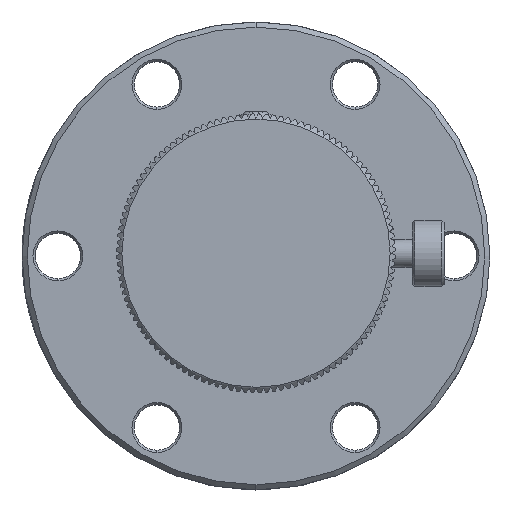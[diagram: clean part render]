
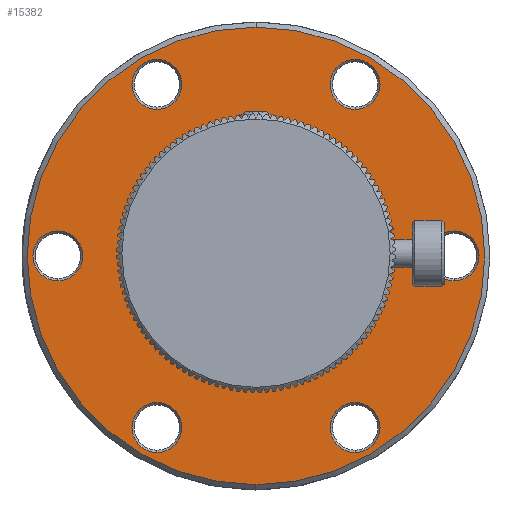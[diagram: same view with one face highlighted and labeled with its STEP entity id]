
A CAD part, top view. The second image highlights one B-rep face of the part: STEP entity #15382.
In plain terms, the highlighted face is planar.
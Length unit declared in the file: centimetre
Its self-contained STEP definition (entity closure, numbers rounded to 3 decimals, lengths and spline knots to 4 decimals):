
#2626=CIRCLE('',#51554,0.9576);
#2631=CIRCLE('',#51562,0.3697);
#2635=CIRCLE('',#51568,0.3697);
#2639=CIRCLE('',#51574,0.3697);
#2643=CIRCLE('',#51580,0.3697);
#2647=CIRCLE('',#51586,0.3697);
#2651=CIRCLE('',#51597,0.3697);
#2660=CIRCLE('',#51611,3.3909);
#2709=CIRCLE('',#51688,0.3697);
#2710=CIRCLE('',#51689,0.3697);
#2711=CIRCLE('',#51690,0.3697);
#2712=CIRCLE('',#51691,0.3697);
#2713=CIRCLE('',#51692,0.3697);
#2714=CIRCLE('',#51693,3.3909);
#2715=CIRCLE('',#51694,0.3697);
#2928=PLANE('',#51687);
#3510=VERTEX_POINT('',#19561);
#3518=VERTEX_POINT('',#19579);
#3519=VERTEX_POINT('',#19581);
#3526=VERTEX_POINT('',#19597);
#3527=VERTEX_POINT('',#19599);
#3534=VERTEX_POINT('',#19615);
#3535=VERTEX_POINT('',#19617);
#3542=VERTEX_POINT('',#19633);
#3543=VERTEX_POINT('',#19635);
#3550=VERTEX_POINT('',#19651);
#3551=VERTEX_POINT('',#19653);
#3558=VERTEX_POINT('',#19684);
#3559=VERTEX_POINT('',#19686);
#3572=VERTEX_POINT('',#19724);
#3573=VERTEX_POINT('',#19725);
#5788=EDGE_CURVE('',#3510,#3510,#2626,.T.);
#5796=EDGE_CURVE('',#3519,#3518,#2631,.T.);
#5804=EDGE_CURVE('',#3527,#3526,#2635,.T.);
#5812=EDGE_CURVE('',#3535,#3534,#2639,.T.);
#5820=EDGE_CURVE('',#3543,#3542,#2643,.T.);
#5828=EDGE_CURVE('',#3551,#3550,#2647,.T.);
#5846=EDGE_CURVE('',#3559,#3558,#2651,.T.);
#5866=EDGE_CURVE('',#3572,#3573,#2660,.F.);
#6121=EDGE_CURVE('',#3518,#3519,#2709,.F.);
#6122=EDGE_CURVE('',#3526,#3527,#2710,.F.);
#6123=EDGE_CURVE('',#3534,#3535,#2711,.F.);
#6124=EDGE_CURVE('',#3542,#3543,#2712,.F.);
#6125=EDGE_CURVE('',#3550,#3551,#2713,.F.);
#6126=EDGE_CURVE('',#3573,#3572,#2714,.T.);
#6127=EDGE_CURVE('',#3558,#3559,#2715,.F.);
#8869=ORIENTED_EDGE('',*,*,#5788,.T.);
#8870=ORIENTED_EDGE('',*,*,#5796,.T.);
#8871=ORIENTED_EDGE('',*,*,#6121,.T.);
#8872=ORIENTED_EDGE('',*,*,#5804,.T.);
#8873=ORIENTED_EDGE('',*,*,#6122,.T.);
#8874=ORIENTED_EDGE('',*,*,#5812,.T.);
#8875=ORIENTED_EDGE('',*,*,#6123,.T.);
#8876=ORIENTED_EDGE('',*,*,#5820,.T.);
#8877=ORIENTED_EDGE('',*,*,#6124,.T.);
#8878=ORIENTED_EDGE('',*,*,#5828,.T.);
#8879=ORIENTED_EDGE('',*,*,#6125,.T.);
#8880=ORIENTED_EDGE('',*,*,#6126,.T.);
#8881=ORIENTED_EDGE('',*,*,#5866,.T.);
#8882=ORIENTED_EDGE('',*,*,#5846,.T.);
#8883=ORIENTED_EDGE('',*,*,#6127,.T.);
#13378=EDGE_LOOP('',(#8869));
#13379=EDGE_LOOP('',(#8870,#8871));
#13380=EDGE_LOOP('',(#8872,#8873));
#13381=EDGE_LOOP('',(#8874,#8875));
#13382=EDGE_LOOP('',(#8876,#8877));
#13383=EDGE_LOOP('',(#8878,#8879));
#13384=EDGE_LOOP('',(#8880,#8881));
#13385=EDGE_LOOP('',(#8882,#8883));
#14422=FACE_BOUND('',#13378,.T.);
#14423=FACE_BOUND('',#13379,.T.);
#14424=FACE_BOUND('',#13380,.T.);
#14425=FACE_BOUND('',#13381,.T.);
#14426=FACE_BOUND('',#13382,.T.);
#14427=FACE_BOUND('',#13383,.T.);
#14428=FACE_BOUND('',#13384,.T.);
#14429=FACE_BOUND('',#13385,.T.);
#15382=ADVANCED_FACE('',(#14422,#14423,#14424,#14425,#14426,#14427,#14428,
#14429),#2928,.T.);
#16683=DIRECTION('',(0.,0.,1.));
#16684=DIRECTION('',(0.,0.958,0.));
#16702=DIRECTION('',(0.,0.,1.));
#16703=DIRECTION('',(0.,0.37,0.));
#16718=DIRECTION('',(0.,0.,1.));
#16719=DIRECTION('',(0.,0.37,0.));
#16734=DIRECTION('',(0.,0.,1.));
#16735=DIRECTION('',(0.,0.37,0.));
#16750=DIRECTION('',(0.,0.,1.));
#16751=DIRECTION('',(0.,0.37,0.));
#16766=DIRECTION('',(0.,0.,1.));
#16767=DIRECTION('',(0.,0.37,0.));
#16802=DIRECTION('',(0.,0.,1.));
#16803=DIRECTION('',(0.,0.37,0.));
#16841=DIRECTION('',(0.,0.,1.));
#16842=DIRECTION('',(0.,-3.391,0.));
#17044=DIRECTION('',(0.,0.,-1.));
#17045=DIRECTION('',(0.,0.,-1.));
#17046=DIRECTION('',(0.,0.37,0.));
#17047=DIRECTION('',(0.,0.,-1.));
#17048=DIRECTION('',(0.,0.37,0.));
#17049=DIRECTION('',(0.,0.,-1.));
#17050=DIRECTION('',(0.,0.37,0.));
#17051=DIRECTION('',(0.,0.,-1.));
#17052=DIRECTION('',(0.,0.37,0.));
#17053=DIRECTION('',(0.,0.,-1.));
#17054=DIRECTION('',(0.,0.37,0.));
#17055=DIRECTION('',(0.,0.,-1.));
#17056=DIRECTION('',(0.,-3.391,0.));
#17057=DIRECTION('',(0.,0.,-1.));
#17058=DIRECTION('',(0.,0.37,0.));
#19560=CARTESIAN_POINT('',(0.,0.,
22.6441));
#19561=CARTESIAN_POINT('',(0.,0.9576,22.6441));
#19579=CARTESIAN_POINT('',(1.4681,-2.9125,22.6441));
#19580=CARTESIAN_POINT('',(1.4681,-2.5429,22.6441));
#19581=CARTESIAN_POINT('',(1.4681,-2.1732,22.6441));
#19597=CARTESIAN_POINT('',(-1.4681,-2.9125,22.6441));
#19598=CARTESIAN_POINT('',(-1.4681,-2.5429,22.6441));
#19599=CARTESIAN_POINT('',(-1.4681,-2.1732,22.6441));
#19615=CARTESIAN_POINT('',(-2.9362,-0.3697,22.6441));
#19616=CARTESIAN_POINT('',(-2.9362,0.,22.6441));
#19617=CARTESIAN_POINT('',(-2.9362,0.3697,22.6441));
#19633=CARTESIAN_POINT('',(-1.4681,2.1732,22.6441));
#19634=CARTESIAN_POINT('',(-1.4681,2.5429,22.6441));
#19635=CARTESIAN_POINT('',(-1.4681,2.9125,22.6441));
#19651=CARTESIAN_POINT('',(1.4681,2.1732,22.6441));
#19652=CARTESIAN_POINT('',(1.4681,2.5429,22.6441));
#19653=CARTESIAN_POINT('',(1.4681,2.9125,22.6441));
#19684=CARTESIAN_POINT('',(2.9362,-0.3697,22.6441));
#19685=CARTESIAN_POINT('',(2.9362,0.,22.6441));
#19686=CARTESIAN_POINT('',(2.9362,0.3697,22.6441));
#19723=CARTESIAN_POINT('',(0.,0.,
22.6441));
#19724=CARTESIAN_POINT('',(0.,3.3909,22.6441));
#19725=CARTESIAN_POINT('',(0.,-3.3909,22.6441));
#21970=CARTESIAN_POINT('',(0.,0.,
22.6441));
#21971=CARTESIAN_POINT('',(1.4681,-2.5429,22.6441));
#21972=CARTESIAN_POINT('',(-1.4681,-2.5429,22.6441));
#21973=CARTESIAN_POINT('',(-2.9362,0.,22.6441));
#21974=CARTESIAN_POINT('',(-1.4681,2.5429,22.6441));
#21975=CARTESIAN_POINT('',(1.4681,2.5429,22.6441));
#21976=CARTESIAN_POINT('',(0.,0.,
22.6441));
#21977=CARTESIAN_POINT('',(2.9362,0.,22.6441));
#51554=AXIS2_PLACEMENT_3D('',#19560,#16683,#16684);
#51562=AXIS2_PLACEMENT_3D('',#19580,#16702,#16703);
#51568=AXIS2_PLACEMENT_3D('',#19598,#16718,#16719);
#51574=AXIS2_PLACEMENT_3D('',#19616,#16734,#16735);
#51580=AXIS2_PLACEMENT_3D('',#19634,#16750,#16751);
#51586=AXIS2_PLACEMENT_3D('',#19652,#16766,#16767);
#51597=AXIS2_PLACEMENT_3D('',#19685,#16802,#16803);
#51611=AXIS2_PLACEMENT_3D('',#19723,#16841,#16842);
#51687=AXIS2_PLACEMENT_3D('',#21970,#17044,$);
#51688=AXIS2_PLACEMENT_3D('',#21971,#17045,#17046);
#51689=AXIS2_PLACEMENT_3D('',#21972,#17047,#17048);
#51690=AXIS2_PLACEMENT_3D('',#21973,#17049,#17050);
#51691=AXIS2_PLACEMENT_3D('',#21974,#17051,#17052);
#51692=AXIS2_PLACEMENT_3D('',#21975,#17053,#17054);
#51693=AXIS2_PLACEMENT_3D('',#21976,#17055,#17056);
#51694=AXIS2_PLACEMENT_3D('',#21977,#17057,#17058);
